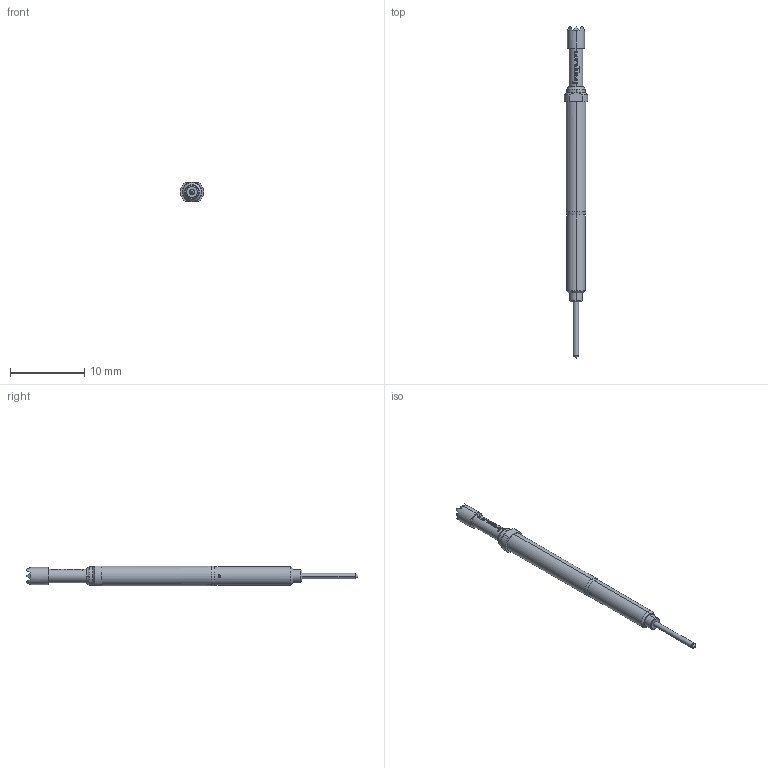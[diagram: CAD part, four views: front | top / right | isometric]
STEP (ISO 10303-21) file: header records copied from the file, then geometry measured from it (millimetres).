
FILE_DESCRIPTION (( 'STEP AP203' ), '1' );
FILE_NAME ('INGUN_SKS-463_306_230_A_xx02_MF.STEP', '2022-02-16T13:19:12', ( 'ochi' ), ( '' ), 'SwSTEP 2.0', 'SolidWorks 2018', '' );
FILE_SCHEMA (( 'CONFIG_CONTROL_DESIGN' ));
Length unit declared in the file: millimetre
Products named in the file (1): INGUN_SKS-463_306_230_A_xx02_MF
Bounding box: 3.19 x 44.8 x 2.65 mm (x, y, z)
Volume: 177.3 mm3; surface area: 315.9 mm2
Topology: 1 solids, 1 shells, 165 faces, 420 edges, 265 vertices
Faces by surface type: plane 90, cylinder 35, bspline 26, cone 10, torus 4
Entity records: 5611 total; most frequent: CARTESIAN_POINT 1807, ORIENTED_EDGE 840, DIRECTION 704, EDGE_CURVE 420, AXIS2_PLACEMENT_3D 272, VERTEX_POINT 265, EDGE_LOOP 173, ADVANCED_FACE 165
